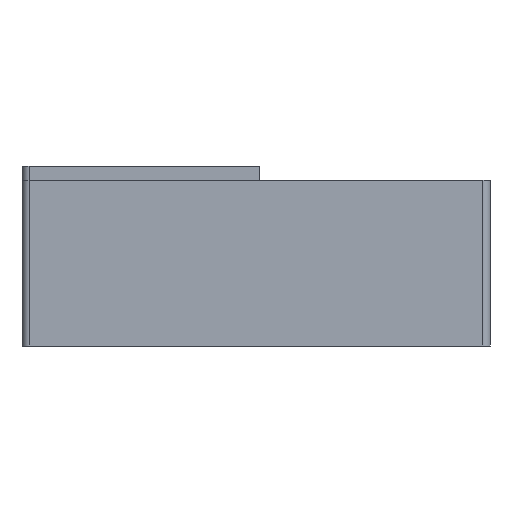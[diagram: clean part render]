
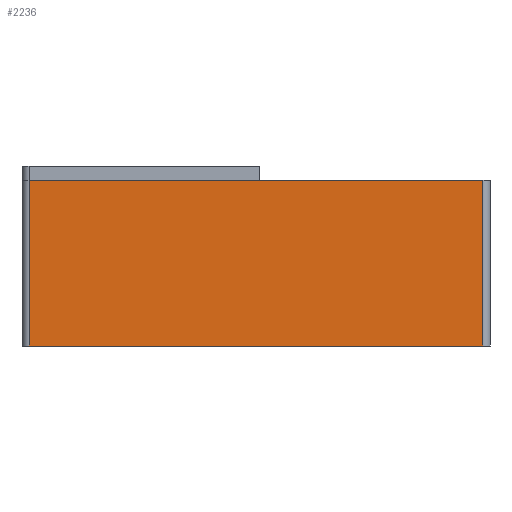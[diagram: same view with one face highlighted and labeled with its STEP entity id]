
A CAD part, left-side view. The second image highlights one B-rep face of the part: STEP entity #2236.
In plain terms, the highlighted planar face has unit normal (-1, 0, 0).
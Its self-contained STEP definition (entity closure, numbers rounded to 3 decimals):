
#1922 = VERTEX_POINT('',#1923);
#1923 = CARTESIAN_POINT('',(-40.,16.75,0.));
#1930 = EDGE_CURVE('',#1931,#1922,#1933,.T.);
#1931 = VERTEX_POINT('',#1932);
#1932 = CARTESIAN_POINT('',(-40.,-46.25,0.));
#1933 = LINE('',#1934,#1935);
#1934 = CARTESIAN_POINT('',(-40.,-46.25,0.));
#1935 = VECTOR('',#1936,1.);
#1936 = DIRECTION('',(0.,1.,0.));
#2217 = VERTEX_POINT('',#2218);
#2218 = CARTESIAN_POINT('',(-40.,16.75,-23.));
#2225 = EDGE_CURVE('',#1922,#2217,#2226,.T.);
#2226 = LINE('',#2227,#2228);
#2227 = CARTESIAN_POINT('',(-40.,16.75,0.));
#2228 = VECTOR('',#2229,1.);
#2229 = DIRECTION('',(-0.,-0.,-1.));
#2236 = ADVANCED_FACE('',(#2237),#2255,.F.);
#2237 = FACE_BOUND('',#2238,.F.);
#2238 = EDGE_LOOP('',(#2239,#2247,#2253,#2254));
#2239 = ORIENTED_EDGE('',*,*,#2240,.T.);
#2240 = EDGE_CURVE('',#1931,#2241,#2243,.T.);
#2241 = VERTEX_POINT('',#2242);
#2242 = CARTESIAN_POINT('',(-40.,-46.25,-23.));
#2243 = LINE('',#2244,#2245);
#2244 = CARTESIAN_POINT('',(-40.,-46.25,0.));
#2245 = VECTOR('',#2246,1.);
#2246 = DIRECTION('',(-0.,-0.,-1.));
#2247 = ORIENTED_EDGE('',*,*,#2248,.T.);
#2248 = EDGE_CURVE('',#2241,#2217,#2249,.T.);
#2249 = LINE('',#2250,#2251);
#2250 = CARTESIAN_POINT('',(-40.,-46.25,-23.));
#2251 = VECTOR('',#2252,1.);
#2252 = DIRECTION('',(0.,1.,0.));
#2253 = ORIENTED_EDGE('',*,*,#2225,.F.);
#2254 = ORIENTED_EDGE('',*,*,#1930,.F.);
#2255 = PLANE('',#2256);
#2256 = AXIS2_PLACEMENT_3D('',#2257,#2258,#2259);
#2257 = CARTESIAN_POINT('',(-40.,-46.25,0.));
#2258 = DIRECTION('',(1.,0.,0.));
#2259 = DIRECTION('',(0.,1.,0.));
